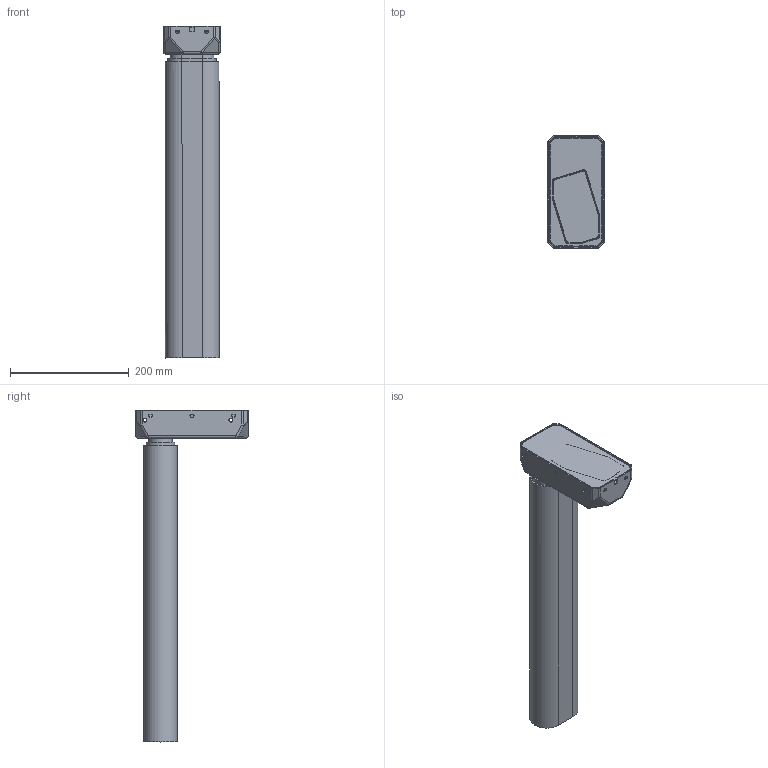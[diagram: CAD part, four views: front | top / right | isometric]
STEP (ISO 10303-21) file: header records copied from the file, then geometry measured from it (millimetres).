
FILE_DESCRIPTION(/* description */ (''),/* implementation_level */ '2;1');
FILE_NAME(/* name */ 'JS36DE1-3-S-1.6.stp',/* time_stamp */ '2020-01-06T14:16:13+08:00',/* author */ (''),/* organization */ (''),/* preprocessor_version */ 'ST-DEVELOPER v14',/* originating_system */ 'SIEMENS PLM Software NX 8.0',/* authorisation */ '');
FILE_SCHEMA (('AP203_CONFIGURATION_CONTROLLED_3D_DESIGN_OF_MECHANICAL_PARTS_AND_ASSEMBLIES_MIM_LF { 1 0 10303 403 2 1 2}'));
Length unit declared in the file: millimetre
Products named in the file (1): JS36DE1-3-S_stp
Bounding box: 96.03 x 190 x 560.12 mm (x, y, z)
Volume: 778477.2 mm3; surface area: 772751.7 mm2
Topology: 7 solids, 7 shells, 456 faces, 1305 edges, 837 vertices
Faces by surface type: plane 201, cylinder 188, sphere 32, torus 24, cone 7, bspline 4
Entity records: 15168 total; most frequent: CARTESIAN_POINT 2733, DIRECTION 2698, ORIENTED_EDGE 2546, EDGE_CURVE 1273, AXIS2_PLACEMENT_3D 986, VERTEX_POINT 837, LINE 726, VECTOR 726
